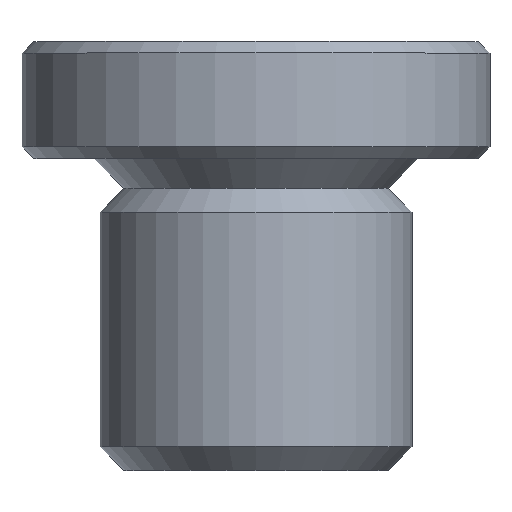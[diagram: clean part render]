
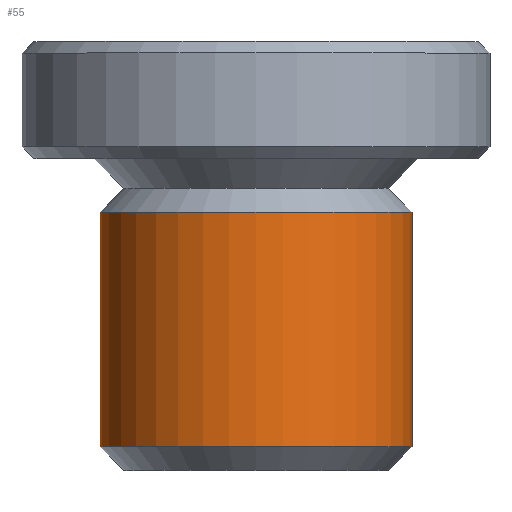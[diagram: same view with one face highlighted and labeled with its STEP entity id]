
A CAD part, top view. The second image highlights one B-rep face of the part: STEP entity #55.
In plain terms, the highlighted cylindrical face has radius 4 mm (diameter 8 mm), a full revolution.
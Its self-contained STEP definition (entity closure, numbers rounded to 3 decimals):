
#55 = ADVANCED_FACE( '', ( #132, #133 ), #134, .T. );
#132 = FACE_OUTER_BOUND( '', #236, .T. );
#133 = FACE_OUTER_BOUND( '', #237, .T. );
#134 = CYLINDRICAL_SURFACE( '', #238, 4. );
#236 = EDGE_LOOP( '', ( #336 ) );
#237 = EDGE_LOOP( '', ( #337 ) );
#238 = AXIS2_PLACEMENT_3D( '', #338, #339, #340 );
#336 = ORIENTED_EDGE( '', *, *, #540, .F. );
#337 = ORIENTED_EDGE( '', *, *, #541, .T. );
#338 = CARTESIAN_POINT( '', ( 0., -8., 0. ) );
#339 = DIRECTION( '', ( 0., 1., 0. ) );
#340 = DIRECTION( '', ( 0., 0., -1. ) );
#540 = EDGE_CURVE( '', #617, #617, #618, .T. );
#541 = EDGE_CURVE( '', #619, #619, #620, .T. );
#617 = VERTEX_POINT( '', #718 );
#618 = CIRCLE( '', #719, 4. );
#619 = VERTEX_POINT( '', #720 );
#620 = CIRCLE( '', #721, 4. );
#718 = CARTESIAN_POINT( '', ( 0., -7.387, -4. ) );
#719 = AXIS2_PLACEMENT_3D( '', #899, #900, #901 );
#720 = CARTESIAN_POINT( '', ( 0., -1.377, -4. ) );
#721 = AXIS2_PLACEMENT_3D( '', #902, #903, #904 );
#899 = CARTESIAN_POINT( '', ( 0., -7.387, 0. ) );
#900 = DIRECTION( '', ( 0., -1., 0. ) );
#901 = DIRECTION( '', ( 0., 0., -1. ) );
#902 = CARTESIAN_POINT( '', ( 0., -1.377, 0. ) );
#903 = DIRECTION( '', ( 0., -1., 0. ) );
#904 = DIRECTION( '', ( 0., 0., -1. ) );
